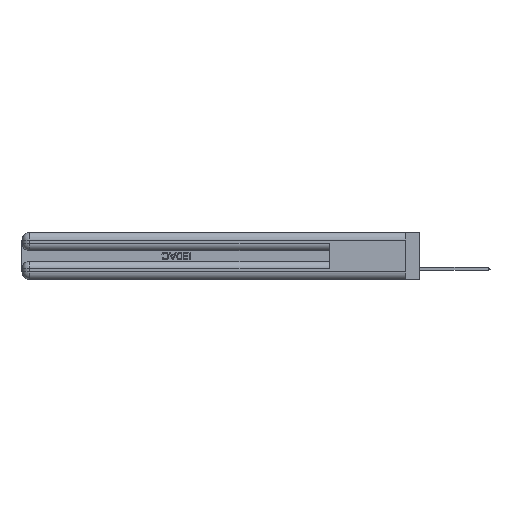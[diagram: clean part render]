
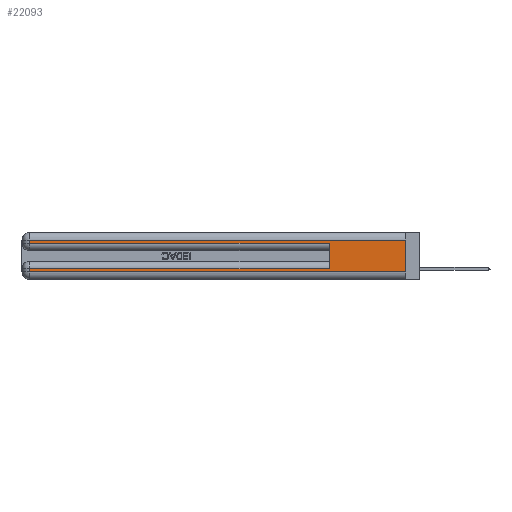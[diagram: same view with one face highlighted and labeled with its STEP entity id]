
A CAD part, left-side view. The second image highlights one B-rep face of the part: STEP entity #22093.
In plain terms, the highlighted planar face has unit normal (-1, 0, 0).
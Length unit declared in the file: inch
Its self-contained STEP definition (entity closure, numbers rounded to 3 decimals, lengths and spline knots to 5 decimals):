
#53 = VECTOR ( 'NONE', #31469, 39.37008 ) ;
#172 = EDGE_CURVE ( 'NONE', #8780, #15500, #54985, .T. ) ;
#570 = EDGE_CURVE ( 'NONE', #47876, #34760, #25553, .T. ) ;
#2126 = DIRECTION ( 'NONE',  ( 0., -1., 0. ) ) ;
#4219 = EDGE_CURVE ( 'NONE', #39451, #17246, #15759, .T. ) ;
#4428 = CARTESIAN_POINT ( 'NONE',  ( 0., 0., 0.37 ) ) ;
#5227 = CARTESIAN_POINT ( 'NONE',  ( 0., 0., 0.06 ) ) ;
#5722 = LINE ( 'NONE', #43960, #49872 ) ;
#6550 = DIRECTION ( 'NONE',  ( 0., 0., -1. ) ) ;
#8190 = CARTESIAN_POINT ( 'NONE',  ( 0., 2.94, 0.31 ) ) ;
#8755 = DIRECTION ( 'NONE',  ( 0., 1., 0. ) ) ;
#8780 = VERTEX_POINT ( 'NONE', #9239 ) ;
#9239 = CARTESIAN_POINT ( 'NONE',  ( 0., 2.94, 0.285 ) ) ;
#11322 = FACE_OUTER_BOUND ( 'NONE', #38915, .T. ) ;
#13649 = ORIENTED_EDGE ( 'NONE', *, *, #37155, .T. ) ;
#15500 = VERTEX_POINT ( 'NONE', #31262 ) ;
#15759 = LINE ( 'NONE', #49710, #54596 ) ;
#17246 = VERTEX_POINT ( 'NONE', #5227 ) ;
#17673 = EDGE_CURVE ( 'NONE', #39451, #44868, #21854, .T. ) ;
#19267 = CARTESIAN_POINT ( 'NONE',  ( 0., 2.94, 0.37 ) ) ;
#20405 = VERTEX_POINT ( 'NONE', #23469 ) ;
#21082 = PLANE ( 'NONE',  #26173 ) ;
#21854 = LINE ( 'NONE', #34385, #30562 ) ;
#22046 = VECTOR ( 'NONE', #48337, 39.37008 ) ;
#22093 = ADVANCED_FACE ( 'NONE', ( #11322 ), #21082, .F. ) ;
#23240 = CARTESIAN_POINT ( 'NONE',  ( 0., 0., 0.285 ) ) ;
#23469 = CARTESIAN_POINT ( 'NONE',  ( 0., 0.6, 0.085 ) ) ;
#23984 = CARTESIAN_POINT ( 'NONE',  ( 0., 2.94, 0.06 ) ) ;
#25017 = CARTESIAN_POINT ( 'NONE',  ( 0., 0., 0.085 ) ) ;
#25179 = EDGE_CURVE ( 'NONE', #44868, #8780, #52142, .T. ) ;
#25553 = LINE ( 'NONE', #19267, #53 ) ;
#26105 = LINE ( 'NONE', #25017, #30775 ) ;
#26173 = AXIS2_PLACEMENT_3D ( 'NONE', #4428, #47019, #30072 ) ;
#26669 = ORIENTED_EDGE ( 'NONE', *, *, #25179, .T. ) ;
#27051 = CARTESIAN_POINT ( 'NONE',  ( 0., 2.94, 0.37 ) ) ;
#29971 = CARTESIAN_POINT ( 'NONE',  ( 0., 2.94, 0.085 ) ) ;
#30072 = DIRECTION ( 'NONE',  ( 0., 0., -1. ) ) ;
#30550 = DIRECTION ( 'NONE',  ( 0., 0., 1. ) ) ;
#30562 = VECTOR ( 'NONE', #8755, 39.37008 ) ;
#30775 = VECTOR ( 'NONE', #34215, 39.37008 ) ;
#31262 = CARTESIAN_POINT ( 'NONE',  ( 0., 0.6, 0.285 ) ) ;
#31469 = DIRECTION ( 'NONE',  ( 0., 0., -1. ) ) ;
#32001 = EDGE_CURVE ( 'NONE', #20405, #15500, #5722, .T. ) ;
#32371 = ORIENTED_EDGE ( 'NONE', *, *, #50449, .T. ) ;
#34068 = CARTESIAN_POINT ( 'NONE',  ( 0., 0., 0.31 ) ) ;
#34215 = DIRECTION ( 'NONE',  ( 0., 1., 0. ) ) ;
#34385 = CARTESIAN_POINT ( 'NONE',  ( 0., 0., 0.31 ) ) ;
#34760 = VERTEX_POINT ( 'NONE', #23984 ) ;
#37155 = EDGE_CURVE ( 'NONE', #34760, #17246, #45506, .T. ) ;
#38147 = ORIENTED_EDGE ( 'NONE', *, *, #172, .T. ) ;
#38219 = VECTOR ( 'NONE', #2126, 39.37008 ) ;
#38915 = EDGE_LOOP ( 'NONE', ( #46052, #55399, #26669, #38147, #50566, #32371, #46358, #13649 ) ) ;
#39451 = VERTEX_POINT ( 'NONE', #34068 ) ;
#40462 = DIRECTION ( 'NONE',  ( 0., -1., 0. ) ) ;
#43960 = CARTESIAN_POINT ( 'NONE',  ( 0., 0.6, 0.145 ) ) ;
#44868 = VERTEX_POINT ( 'NONE', #8190 ) ;
#45506 = LINE ( 'NONE', #45652, #38219 ) ;
#45652 = CARTESIAN_POINT ( 'NONE',  ( 0., 0., 0.06 ) ) ;
#46052 = ORIENTED_EDGE ( 'NONE', *, *, #4219, .F. ) ;
#46358 = ORIENTED_EDGE ( 'NONE', *, *, #570, .T. ) ;
#46847 = VECTOR ( 'NONE', #40462, 39.37008 ) ;
#47019 = DIRECTION ( 'NONE',  ( 1., 0., 0. ) ) ;
#47876 = VERTEX_POINT ( 'NONE', #29971 ) ;
#48337 = DIRECTION ( 'NONE',  ( 0., 0., -1. ) ) ;
#49710 = CARTESIAN_POINT ( 'NONE',  ( 0., 0., 0.37 ) ) ;
#49872 = VECTOR ( 'NONE', #30550, 39.37008 ) ;
#50449 = EDGE_CURVE ( 'NONE', #20405, #47876, #26105, .T. ) ;
#50566 = ORIENTED_EDGE ( 'NONE', *, *, #32001, .F. ) ;
#52142 = LINE ( 'NONE', #27051, #22046 ) ;
#54596 = VECTOR ( 'NONE', #6550, 39.37008 ) ;
#54985 = LINE ( 'NONE', #23240, #46847 ) ;
#55399 = ORIENTED_EDGE ( 'NONE', *, *, #17673, .T. ) ;
